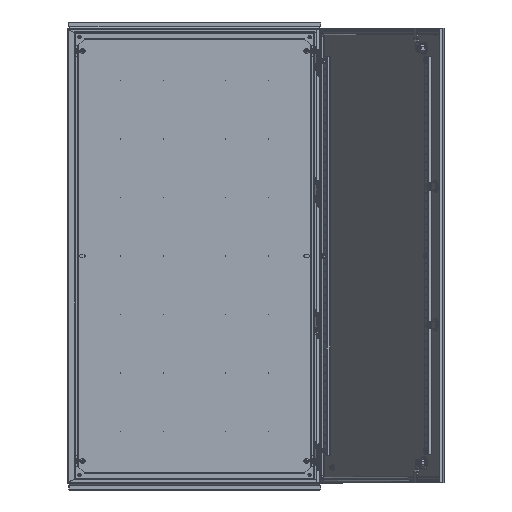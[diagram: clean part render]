
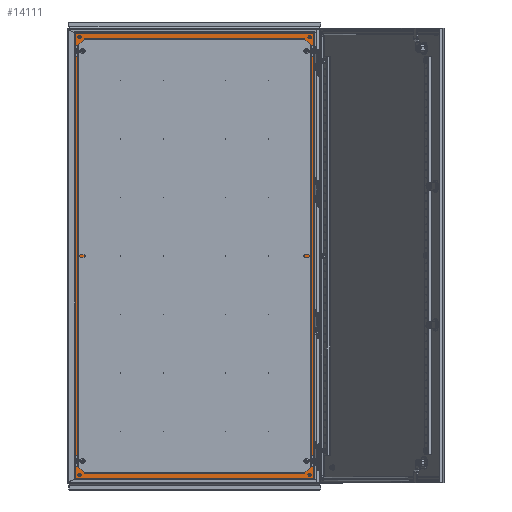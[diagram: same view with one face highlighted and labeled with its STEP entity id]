
A CAD part, top view. The second image highlights one B-rep face of the part: STEP entity #14111.
In plain terms, the highlighted planar face has unit normal (0, 0, 1).
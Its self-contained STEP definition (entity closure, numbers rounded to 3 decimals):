
#380 = VECTOR ( 'NONE', #31641, 1000. ) ;
#939 = CARTESIAN_POINT ( 'NONE',  ( 113.417, 68.428, 0. ) ) ;
#1273 = ORIENTED_EDGE ( 'NONE', *, *, #20861, .F. ) ;
#1559 = EDGE_CURVE ( 'NONE', #52927, #28602, #1682, .T. ) ;
#1682 = LINE ( 'NONE', #10023, #380 ) ;
#2079 = LINE ( 'NONE', #53280, #34239 ) ;
#2198 = EDGE_LOOP ( 'NONE', ( #1273, #23149 ) ) ;
#2791 = DIRECTION ( 'NONE',  ( -1., 0., 0. ) ) ;
#3851 = FACE_BOUND ( 'NONE', #2198, .T. ) ;
#4086 = CARTESIAN_POINT ( 'NONE',  ( 141.217, 89.056, 0. ) ) ;
#4147 = AXIS2_PLACEMENT_3D ( 'NONE', #45920, #7193, #17827 ) ;
#4414 = CARTESIAN_POINT ( 'NONE',  ( 113.417, -1053.316, 0. ) ) ;
#4564 = CARTESIAN_POINT ( 'NONE',  ( -476.583, -1053.316, 0. ) ) ;
#5036 = CARTESIAN_POINT ( 'NONE',  ( 116.667, -1053.316, 0. ) ) ;
#5177 = FACE_BOUND ( 'NONE', #36983, .T. ) ;
#5456 = DIRECTION ( 'NONE',  ( 0., 0., 1. ) ) ;
#5600 = CARTESIAN_POINT ( 'NONE',  ( 141.217, 88.685, 0. ) ) ;
#5732 = VERTEX_POINT ( 'NONE', #32115 ) ;
#5850 = EDGE_CURVE ( 'NONE', #28941, #51797, #16135, .T. ) ;
#5943 = DIRECTION ( 'NONE',  ( -1., 0., 0. ) ) ;
#6252 = CIRCLE ( 'NONE', #52044, 3.25 ) ;
#6382 = VERTEX_POINT ( 'NONE', #23715 ) ;
#6606 = CIRCLE ( 'NONE', #37304, 3.25 ) ;
#7193 = DIRECTION ( 'NONE',  ( 0., 0., 1. ) ) ;
#7344 = CARTESIAN_POINT ( 'NONE',  ( 110.167, -1053.316, 0. ) ) ;
#7459 = ORIENTED_EDGE ( 'NONE', *, *, #5850, .F. ) ;
#7842 = CIRCLE ( 'NONE', #32958, 3.25 ) ;
#7992 = CARTESIAN_POINT ( 'NONE',  ( 110.167, 68.428, 0. ) ) ;
#8357 = CARTESIAN_POINT ( 'NONE',  ( -473.333, 68.428, 0. ) ) ;
#9163 = EDGE_CURVE ( 'NONE', #16957, #41529, #49001, .T. ) ;
#9237 = ORIENTED_EDGE ( 'NONE', *, *, #1559, .F. ) ;
#9248 = EDGE_CURVE ( 'NONE', #51797, #28941, #35207, .T. ) ;
#10023 = CARTESIAN_POINT ( 'NONE',  ( -504.383, 88.685, 0. ) ) ;
#11485 = EDGE_CURVE ( 'NONE', #5732, #52927, #16602, .T. ) ;
#11616 = ORIENTED_EDGE ( 'NONE', *, *, #23214, .F. ) ;
#12432 = AXIS2_PLACEMENT_3D ( 'NONE', #45144, #20113, #49419 ) ;
#13031 = CARTESIAN_POINT ( 'NONE',  ( -476.583, -1053.316, 0. ) ) ;
#13478 = AXIS2_PLACEMENT_3D ( 'NONE', #28878, #18998, #19713 ) ;
#14111 = ADVANCED_FACE ( 'NONE', ( #26145, #3851, #5177, #15058, #47106 ), #19703, .T. ) ;
#14795 = EDGE_CURVE ( 'NONE', #52706, #16776, #49122, .T. ) ;
#15058 = FACE_BOUND ( 'NONE', #37885, .T. ) ;
#16135 = CIRCLE ( 'NONE', #13478, 3.25 ) ;
#16582 = DIRECTION ( 'NONE',  ( 0., -1., 0. ) ) ;
#16602 = LINE ( 'NONE', #33894, #48745 ) ;
#16776 = VERTEX_POINT ( 'NONE', #31710 ) ;
#16957 = VERTEX_POINT ( 'NONE', #7344 ) ;
#17230 = VECTOR ( 'NONE', #16582, 1000. ) ;
#17251 = DIRECTION ( 'NONE',  ( -1., 0., 0. ) ) ;
#17763 = VERTEX_POINT ( 'NONE', #38449 ) ;
#17827 = DIRECTION ( 'NONE',  ( 1., 0., 0. ) ) ;
#18983 = DIRECTION ( 'NONE',  ( 1., 0., 0. ) ) ;
#18998 = DIRECTION ( 'NONE',  ( 0., 0., 1. ) ) ;
#19156 = DIRECTION ( 'NONE',  ( 0., 0., 1. ) ) ;
#19703 = PLANE ( 'NONE',  #27192 ) ;
#19713 = DIRECTION ( 'NONE',  ( 1., 0., 0. ) ) ;
#20113 = DIRECTION ( 'NONE',  ( 0., 0., 1. ) ) ;
#20861 = EDGE_CURVE ( 'NONE', #41529, #16957, #6252, .T. ) ;
#22509 = CARTESIAN_POINT ( 'NONE',  ( 113.417, -1053.316, 0. ) ) ;
#22995 = CARTESIAN_POINT ( 'NONE',  ( -506.583, -1073.944, 0. ) ) ;
#23149 = ORIENTED_EDGE ( 'NONE', *, *, #9163, .F. ) ;
#23214 = EDGE_CURVE ( 'NONE', #17763, #26440, #45330, .T. ) ;
#23499 = ORIENTED_EDGE ( 'NONE', *, *, #26540, .F. ) ;
#23715 = CARTESIAN_POINT ( 'NONE',  ( 141.217, -1073.573, 0. ) ) ;
#24529 = DIRECTION ( 'NONE',  ( -1., 0., 0. ) ) ;
#25145 = CARTESIAN_POINT ( 'NONE',  ( -504.383, 88.685, 0. ) ) ;
#26145 = FACE_BOUND ( 'NONE', #27255, .T. ) ;
#26440 = VERTEX_POINT ( 'NONE', #7992 ) ;
#26540 = EDGE_CURVE ( 'NONE', #26440, #17763, #7842, .T. ) ;
#26675 = DIRECTION ( 'NONE',  ( 1., 0., 0. ) ) ;
#27192 = AXIS2_PLACEMENT_3D ( 'NONE', #22995, #19156, #18983 ) ;
#27255 = EDGE_LOOP ( 'NONE', ( #42932, #45662 ) ) ;
#28602 = VERTEX_POINT ( 'NONE', #5600 ) ;
#28878 = CARTESIAN_POINT ( 'NONE',  ( -476.583, 68.428, 0. ) ) ;
#28941 = VERTEX_POINT ( 'NONE', #8357 ) ;
#29314 = CARTESIAN_POINT ( 'NONE',  ( -479.833, 68.428, 0. ) ) ;
#29530 = EDGE_CURVE ( 'NONE', #16776, #52706, #6606, .T. ) ;
#30989 = DIRECTION ( 'NONE',  ( 0., 0., 1. ) ) ;
#31641 = DIRECTION ( 'NONE',  ( 1., 0., 0. ) ) ;
#31710 = CARTESIAN_POINT ( 'NONE',  ( -473.333, -1053.316, 0. ) ) ;
#32115 = CARTESIAN_POINT ( 'NONE',  ( -504.383, -1073.573, 0. ) ) ;
#32184 = DIRECTION ( 'NONE',  ( 1., 0., 0. ) ) ;
#32958 = AXIS2_PLACEMENT_3D ( 'NONE', #939, #30989, #5943 ) ;
#33894 = CARTESIAN_POINT ( 'NONE',  ( -504.383, -1073.944, 0. ) ) ;
#34223 = EDGE_LOOP ( 'NONE', ( #48168, #9237, #42070, #45023 ) ) ;
#34239 = VECTOR ( 'NONE', #2791, 1000. ) ;
#35207 = CIRCLE ( 'NONE', #4147, 3.25 ) ;
#36983 = EDGE_LOOP ( 'NONE', ( #11616, #23499 ) ) ;
#37041 = DIRECTION ( 'NONE',  ( 0., 0., 1. ) ) ;
#37304 = AXIS2_PLACEMENT_3D ( 'NONE', #13031, #42312, #17251 ) ;
#37885 = EDGE_LOOP ( 'NONE', ( #7459, #46570 ) ) ;
#37975 = DIRECTION ( 'NONE',  ( 0., 1., 0. ) ) ;
#38449 = CARTESIAN_POINT ( 'NONE',  ( 116.667, 68.428, 0. ) ) ;
#39297 = EDGE_CURVE ( 'NONE', #6382, #5732, #2079, .T. ) ;
#39514 = LINE ( 'NONE', #4086, #17230 ) ;
#41529 = VERTEX_POINT ( 'NONE', #5036 ) ;
#42070 = ORIENTED_EDGE ( 'NONE', *, *, #11485, .F. ) ;
#42312 = DIRECTION ( 'NONE',  ( 0., 0., 1. ) ) ;
#42932 = ORIENTED_EDGE ( 'NONE', *, *, #29530, .F. ) ;
#44351 = EDGE_CURVE ( 'NONE', #28602, #6382, #39514, .T. ) ;
#45023 = ORIENTED_EDGE ( 'NONE', *, *, #39297, .F. ) ;
#45144 = CARTESIAN_POINT ( 'NONE',  ( 113.417, 68.428, 0. ) ) ;
#45330 = CIRCLE ( 'NONE', #12432, 3.25 ) ;
#45662 = ORIENTED_EDGE ( 'NONE', *, *, #14795, .F. ) ;
#45920 = CARTESIAN_POINT ( 'NONE',  ( -476.583, 68.428, 0. ) ) ;
#46496 = AXIS2_PLACEMENT_3D ( 'NONE', #4564, #37041, #24529 ) ;
#46570 = ORIENTED_EDGE ( 'NONE', *, *, #9248, .F. ) ;
#47106 = FACE_OUTER_BOUND ( 'NONE', #34223, .T. ) ;
#47321 = AXIS2_PLACEMENT_3D ( 'NONE', #4414, #5456, #32184 ) ;
#48168 = ORIENTED_EDGE ( 'NONE', *, *, #44351, .F. ) ;
#48655 = CARTESIAN_POINT ( 'NONE',  ( -479.833, -1053.316, 0. ) ) ;
#48745 = VECTOR ( 'NONE', #37975, 1000. ) ;
#49001 = CIRCLE ( 'NONE', #47321, 3.25 ) ;
#49122 = CIRCLE ( 'NONE', #46496, 3.25 ) ;
#49419 = DIRECTION ( 'NONE',  ( -1., 0., 0. ) ) ;
#51797 = VERTEX_POINT ( 'NONE', #29314 ) ;
#51854 = DIRECTION ( 'NONE',  ( 0., 0., 1. ) ) ;
#52044 = AXIS2_PLACEMENT_3D ( 'NONE', #22509, #51854, #26675 ) ;
#52706 = VERTEX_POINT ( 'NONE', #48655 ) ;
#52927 = VERTEX_POINT ( 'NONE', #25145 ) ;
#53280 = CARTESIAN_POINT ( 'NONE',  ( 141.217, -1073.573, 0. ) ) ;
